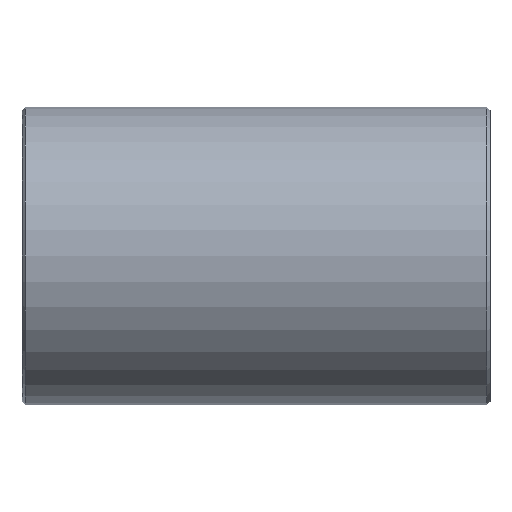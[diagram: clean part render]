
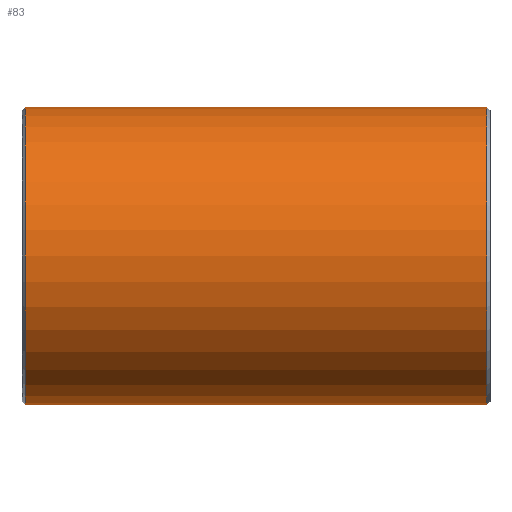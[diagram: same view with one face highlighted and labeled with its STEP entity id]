
A CAD part, front view. The second image highlights one B-rep face of the part: STEP entity #83.
In plain terms, the highlighted cylindrical face has radius 177.8 mm (diameter 355.6 mm), a partial arc.
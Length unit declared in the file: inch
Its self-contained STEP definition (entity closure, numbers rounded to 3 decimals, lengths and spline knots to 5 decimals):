
#8 = ORIENTED_EDGE ( 'NONE', *, *, #432, .F. ) ;
#19 = VECTOR ( 'NONE', #179, 39.37008 ) ;
#28 = AXIS2_PLACEMENT_3D ( 'NONE', #405, #165, #82 ) ;
#38 = ORIENTED_EDGE ( 'NONE', *, *, #227, .T. ) ;
#56 = CARTESIAN_POINT ( 'NONE',  ( -10.854, 0., -7. ) ) ;
#60 = EDGE_LOOP ( 'NONE', ( #8, #261, #38, #285, #416, #191 ) ) ;
#68 = DIRECTION ( 'NONE',  ( -1., 0., 0. ) ) ;
#82 = DIRECTION ( 'NONE',  ( 0., 0., 1. ) ) ;
#83 = ADVANCED_FACE ( 'NONE', ( #158 ), #537, .T. ) ;
#98 = VERTEX_POINT ( 'NONE', #533 ) ;
#118 = CARTESIAN_POINT ( 'NONE',  ( 11., 0., 0. ) ) ;
#133 = CARTESIAN_POINT ( 'NONE',  ( 10.854, 0., 7. ) ) ;
#137 = DIRECTION ( 'NONE',  ( -1., 0., 0. ) ) ;
#142 = LINE ( 'NONE', #423, #170 ) ;
#158 = FACE_OUTER_BOUND ( 'NONE', #60, .T. ) ;
#165 = DIRECTION ( 'NONE',  ( 1., 0., 0. ) ) ;
#170 = VECTOR ( 'NONE', #180, 39.37008 ) ;
#175 = VERTEX_POINT ( 'NONE', #439 ) ;
#179 = DIRECTION ( 'NONE',  ( -1., 0., 0. ) ) ;
#180 = DIRECTION ( 'NONE',  ( -1., 0., 0. ) ) ;
#184 = AXIS2_PLACEMENT_3D ( 'NONE', #198, #68, #441 ) ;
#191 = ORIENTED_EDGE ( 'NONE', *, *, #207, .F. ) ;
#198 = CARTESIAN_POINT ( 'NONE',  ( 10.854, 0., 0. ) ) ;
#207 = EDGE_CURVE ( 'NONE', #175, #585, #142, .T. ) ;
#227 = EDGE_CURVE ( 'NONE', #450, #319, #374, .T. ) ;
#261 = ORIENTED_EDGE ( 'NONE', *, *, #582, .T. ) ;
#279 = CARTESIAN_POINT ( 'NONE',  ( 10.854, 0., -7. ) ) ;
#285 = ORIENTED_EDGE ( 'NONE', *, *, #509, .T. ) ;
#286 = CARTESIAN_POINT ( 'NONE',  ( 11., 0., -7. ) ) ;
#301 = CIRCLE ( 'NONE', #184, 7. ) ;
#314 = EDGE_CURVE ( 'NONE', #98, #585, #397, .T. ) ;
#319 = VERTEX_POINT ( 'NONE', #320 ) ;
#320 = CARTESIAN_POINT ( 'NONE',  ( 0., 0., 7. ) ) ;
#323 = LINE ( 'NONE', #555, #524 ) ;
#374 = LINE ( 'NONE', #516, #384 ) ;
#384 = VECTOR ( 'NONE', #559, 39.37008 ) ;
#396 = AXIS2_PLACEMENT_3D ( 'NONE', #118, #487, #579 ) ;
#397 = CIRCLE ( 'NONE', #28, 7. ) ;
#405 = CARTESIAN_POINT ( 'NONE',  ( -10.854, 0., 0. ) ) ;
#416 = ORIENTED_EDGE ( 'NONE', *, *, #314, .T. ) ;
#423 = CARTESIAN_POINT ( 'NONE',  ( 11., 0., -7. ) ) ;
#432 = EDGE_CURVE ( 'NONE', #544, #175, #593, .T. ) ;
#439 = CARTESIAN_POINT ( 'NONE',  ( 0., 0., -7. ) ) ;
#441 = DIRECTION ( 'NONE',  ( 0., 0., -1. ) ) ;
#450 = VERTEX_POINT ( 'NONE', #133 ) ;
#487 = DIRECTION ( 'NONE',  ( -1., 0., 0. ) ) ;
#509 = EDGE_CURVE ( 'NONE', #319, #98, #323, .T. ) ;
#516 = CARTESIAN_POINT ( 'NONE',  ( 11., 0., 7. ) ) ;
#524 = VECTOR ( 'NONE', #137, 39.37008 ) ;
#533 = CARTESIAN_POINT ( 'NONE',  ( -10.854, 0., 7. ) ) ;
#537 = CYLINDRICAL_SURFACE ( 'NONE', #396, 7. ) ;
#544 = VERTEX_POINT ( 'NONE', #279 ) ;
#555 = CARTESIAN_POINT ( 'NONE',  ( 11., 0., 7. ) ) ;
#559 = DIRECTION ( 'NONE',  ( -1., 0., 0. ) ) ;
#579 = DIRECTION ( 'NONE',  ( 0., 0., 1. ) ) ;
#582 = EDGE_CURVE ( 'NONE', #544, #450, #301, .T. ) ;
#585 = VERTEX_POINT ( 'NONE', #56 ) ;
#593 = LINE ( 'NONE', #286, #19 ) ;
